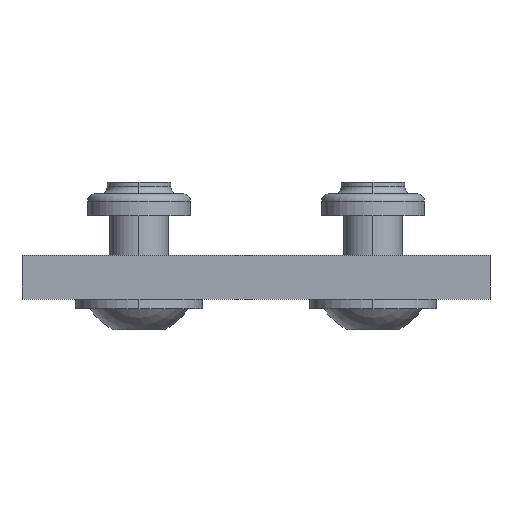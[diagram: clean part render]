
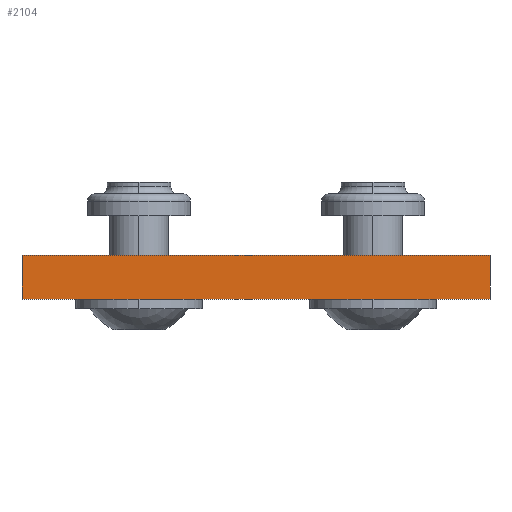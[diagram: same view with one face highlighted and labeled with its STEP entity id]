
A CAD part, front view. The second image highlights one B-rep face of the part: STEP entity #2104.
In plain terms, the highlighted planar face has unit normal (0, -1, 0).
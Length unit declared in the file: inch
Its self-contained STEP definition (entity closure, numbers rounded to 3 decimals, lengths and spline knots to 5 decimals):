
#17 = EDGE_CURVE ( 'NONE', #685, #1969, #184, .T. ) ;
#74 = LINE ( 'NONE', #75, #76 ) ;
#75 = CARTESIAN_POINT ( 'NONE',  ( 2., 0., 0.188 ) ) ;
#76 = VECTOR ( 'NONE', #77, 39.37008 ) ;
#77 = DIRECTION ( 'NONE',  ( 0., 0., -1. ) ) ;
#155 = FACE_OUTER_BOUND ( 'NONE', #2089, .T. ) ;
#156 = PLANE ( 'NONE',  #157 ) ;
#157 = AXIS2_PLACEMENT_3D ( 'NONE', #158, #159, #160 ) ;
#158 = CARTESIAN_POINT ( 'NONE',  ( 2., 0., 0.188 ) ) ;
#159 = DIRECTION ( 'NONE',  ( 0., 1., 0. ) ) ;
#160 = DIRECTION ( 'NONE',  ( -1., 0., 0. ) ) ;
#184 = LINE ( 'NONE', #185, #186 ) ;
#185 = CARTESIAN_POINT ( 'NONE',  ( 0., 0., 0.188 ) ) ;
#186 = VECTOR ( 'NONE', #188, 39.37008 ) ;
#188 = DIRECTION ( 'NONE',  ( 0., 0., -1. ) ) ;
#205 = ORIENTED_EDGE ( 'NONE', *, *, #17, .T. ) ;
#476 = CARTESIAN_POINT ( 'NONE',  ( 2., 0., 0. ) ) ;
#569 = CARTESIAN_POINT ( 'NONE',  ( 0., 0., 0.188 ) ) ;
#621 = CARTESIAN_POINT ( 'NONE',  ( 0., 0., 0. ) ) ;
#685 = VERTEX_POINT ( 'NONE', #569 ) ;
#697 = LINE ( 'NONE', #698, #699 ) ;
#698 = CARTESIAN_POINT ( 'NONE',  ( 2., 0., 0.188 ) ) ;
#699 = VECTOR ( 'NONE', #700, 39.37008 ) ;
#700 = DIRECTION ( 'NONE',  ( 1., 0., 0. ) ) ;
#729 = LINE ( 'NONE', #730, #731 ) ;
#730 = CARTESIAN_POINT ( 'NONE',  ( 2., 0., 0. ) ) ;
#731 = VECTOR ( 'NONE', #732, 39.37008 ) ;
#732 = DIRECTION ( 'NONE',  ( 1., 0., 0. ) ) ;
#892 = EDGE_CURVE ( 'NONE', #685, #1708, #697, .T. ) ;
#1098 = CARTESIAN_POINT ( 'NONE',  ( 2., 0., 0.188 ) ) ;
#1232 = ORIENTED_EDGE ( 'NONE', *, *, #892, .F. ) ;
#1708 = VERTEX_POINT ( 'NONE', #1098 ) ;
#1908 = EDGE_CURVE ( 'NONE', #1708, #1959, #74, .T. ) ;
#1933 = ORIENTED_EDGE ( 'NONE', *, *, #1908, .F. ) ;
#1959 = VERTEX_POINT ( 'NONE', #476 ) ;
#1969 = VERTEX_POINT ( 'NONE', #621 ) ;
#1985 = EDGE_CURVE ( 'NONE', #1969, #1959, #729, .T. ) ;
#2040 = ORIENTED_EDGE ( 'NONE', *, *, #1985, .T. ) ;
#2089 = EDGE_LOOP ( 'NONE', ( #2040, #1933, #1232, #205 ) ) ;
#2104 = ADVANCED_FACE ( 'NONE', ( #155 ), #156, .F. ) ;
